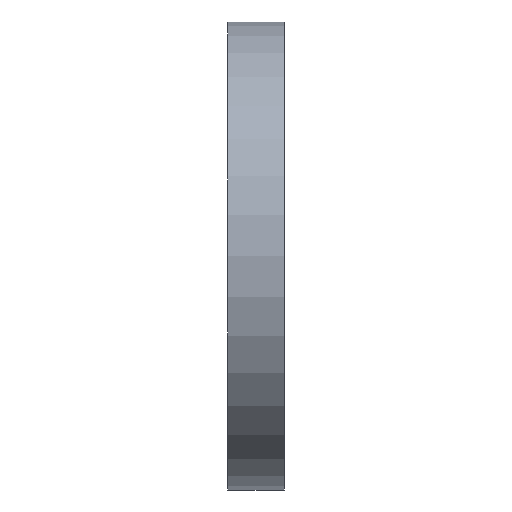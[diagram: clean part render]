
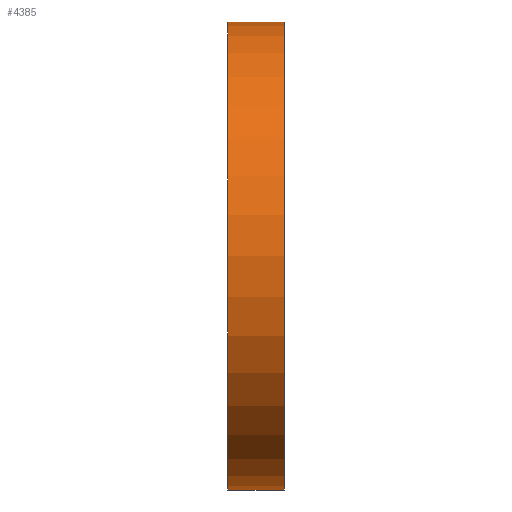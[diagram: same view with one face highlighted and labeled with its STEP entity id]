
A CAD part, left-side view. The second image highlights one B-rep face of the part: STEP entity #4385.
In plain terms, the highlighted cylindrical face has radius 16.5 mm (diameter 33 mm), a partial arc.
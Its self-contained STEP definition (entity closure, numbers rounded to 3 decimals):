
#1249 = VERTEX_POINT ( 'NONE', #7958 ) ;
#1458 = VERTEX_POINT ( 'NONE', #10636 ) ;
#1493 = EDGE_LOOP ( 'NONE', ( #5900, #7785, #3335, #12810 ) ) ;
#1631 = EDGE_CURVE ( 'NONE', #1249, #1458, #7112, .T. ) ;
#2360 = DIRECTION ( 'NONE',  ( 0., -1., 0. ) ) ;
#2870 = DIRECTION ( 'NONE',  ( 0., -1., 0. ) ) ;
#3335 = ORIENTED_EDGE ( 'NONE', *, *, #12068, .T. ) ;
#3618 = CARTESIAN_POINT ( 'NONE',  ( 0., 0., 0. ) ) ;
#3856 = LINE ( 'NONE', #5466, #11422 ) ;
#4385 = ADVANCED_FACE ( 'NONE', ( #11872 ), #12996, .T. ) ;
#4459 = CARTESIAN_POINT ( 'NONE',  ( 0., 4., 0. ) ) ;
#4584 = AXIS2_PLACEMENT_3D ( 'NONE', #3618, #12942, #11909 ) ;
#4992 = VERTEX_POINT ( 'NONE', #7482 ) ;
#5027 = EDGE_CURVE ( 'NONE', #6562, #4992, #12196, .T. ) ;
#5466 = CARTESIAN_POINT ( 'NONE',  ( 0., 4., -16.5 ) ) ;
#5491 = DIRECTION ( 'NONE',  ( 0., 1., 0. ) ) ;
#5740 = DIRECTION ( 'NONE',  ( 0., 0., -1. ) ) ;
#5900 = ORIENTED_EDGE ( 'NONE', *, *, #13028, .F. ) ;
#6562 = VERTEX_POINT ( 'NONE', #11438 ) ;
#6603 = DIRECTION ( 'NONE',  ( 0., -1., 0. ) ) ;
#6609 = DIRECTION ( 'NONE',  ( 0., 0., 1. ) ) ;
#7112 = CIRCLE ( 'NONE', #4584, 16.5 ) ;
#7482 = CARTESIAN_POINT ( 'NONE',  ( 0., 4., 16.5 ) ) ;
#7617 = AXIS2_PLACEMENT_3D ( 'NONE', #4459, #5491, #6609 ) ;
#7785 = ORIENTED_EDGE ( 'NONE', *, *, #5027, .F. ) ;
#7790 = AXIS2_PLACEMENT_3D ( 'NONE', #11743, #6603, #5740 ) ;
#7881 = VECTOR ( 'NONE', #2870, 1000. ) ;
#7958 = CARTESIAN_POINT ( 'NONE',  ( 0., 0., -16.5 ) ) ;
#10092 = CARTESIAN_POINT ( 'NONE',  ( 0., 4., 16.5 ) ) ;
#10636 = CARTESIAN_POINT ( 'NONE',  ( 0., 0., 16.5 ) ) ;
#11422 = VECTOR ( 'NONE', #2360, 1000. ) ;
#11438 = CARTESIAN_POINT ( 'NONE',  ( 0., 4., -16.5 ) ) ;
#11743 = CARTESIAN_POINT ( 'NONE',  ( 0., 4., 0. ) ) ;
#11872 = FACE_OUTER_BOUND ( 'NONE', #1493, .T. ) ;
#11909 = DIRECTION ( 'NONE',  ( 0., 0., 1. ) ) ;
#12068 = EDGE_CURVE ( 'NONE', #6562, #1249, #3856, .T. ) ;
#12196 = CIRCLE ( 'NONE', #7617, 16.5 ) ;
#12810 = ORIENTED_EDGE ( 'NONE', *, *, #1631, .T. ) ;
#12942 = DIRECTION ( 'NONE',  ( 0., 1., 0. ) ) ;
#12996 = CYLINDRICAL_SURFACE ( 'NONE', #7790, 16.5 ) ;
#13027 = LINE ( 'NONE', #10092, #7881 ) ;
#13028 = EDGE_CURVE ( 'NONE', #4992, #1458, #13027, .T. ) ;
